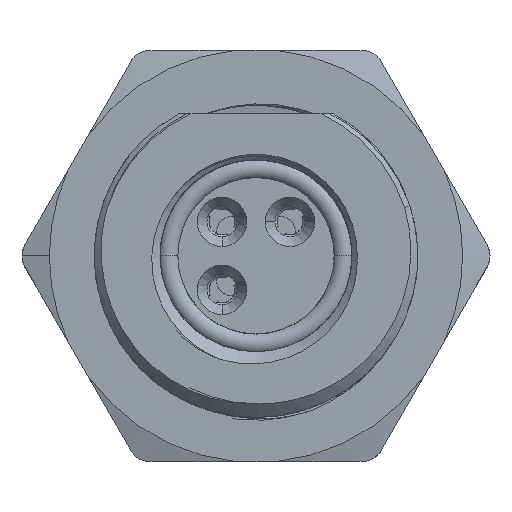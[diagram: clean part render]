
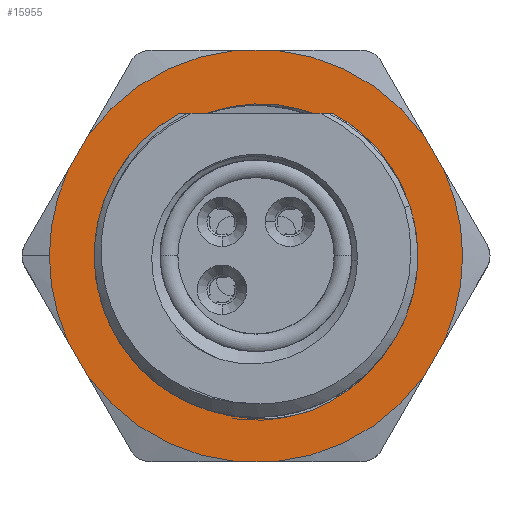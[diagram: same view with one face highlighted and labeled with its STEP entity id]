
A CAD part, top view. The second image highlights one B-rep face of the part: STEP entity #15955.
In plain terms, the highlighted planar face has unit normal (0, 0, 1).
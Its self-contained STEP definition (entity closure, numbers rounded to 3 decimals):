
#14911=CARTESIAN_POINT('',(0.,0.,11.));
#14912=DIRECTION('',(0.,0.,1.));
#14913=DIRECTION('',(-0.098,0.995,0.));
#14914=AXIS2_PLACEMENT_3D('',#14911,#14912,#14913);
#14916=DIRECTION('',(-1.,0.,0.));
#14917=VECTOR('',#14916,1.482);
#14918=CARTESIAN_POINT('',(0.741,7.5,11.));
#14919=LINE('',#14918,#14917);
#14920=CARTESIAN_POINT('',(0.,0.,11.));
#14921=DIRECTION('',(0.,0.,1.));
#14922=DIRECTION('',(0.813,0.583,0.));
#14923=AXIS2_PLACEMENT_3D('',#14920,#14921,#14922);
#14925=DIRECTION('',(-0.5,0.866,0.));
#14926=VECTOR('',#14925,1.482);
#14927=CARTESIAN_POINT('',(6.866,3.108,11.));
#14928=LINE('',#14927,#14926);
#14929=CARTESIAN_POINT('',(0.,0.,11.));
#14930=DIRECTION('',(0.,0.,1.));
#14931=DIRECTION('',(1.,0.,0.));
#14932=AXIS2_PLACEMENT_3D('',#14929,#14930,#14931);
#14934=CARTESIAN_POINT('',(0.,0.,11.));
#14935=DIRECTION('',(0.,0.,1.));
#14936=DIRECTION('',(0.911,-0.412,0.));
#14937=AXIS2_PLACEMENT_3D('',#14934,#14935,#14936);
#14939=DIRECTION('',(0.5,0.866,0.));
#14940=VECTOR('',#14939,1.482);
#14941=CARTESIAN_POINT('',(6.125,-4.392,11.));
#14942=LINE('',#14941,#14940);
#14943=CARTESIAN_POINT('',(0.,0.,11.));
#14944=DIRECTION('',(0.,0.,1.));
#14945=DIRECTION('',(0.098,-0.995,0.));
#14946=AXIS2_PLACEMENT_3D('',#14943,#14944,#14945);
#14948=DIRECTION('',(1.,0.,0.));
#14949=VECTOR('',#14948,1.482);
#14950=CARTESIAN_POINT('',(-0.741,-7.5,11.));
#14951=LINE('',#14950,#14949);
#14952=CARTESIAN_POINT('',(0.,0.,11.));
#14953=DIRECTION('',(0.,0.,1.));
#14954=DIRECTION('',(-0.813,-0.583,0.));
#14955=AXIS2_PLACEMENT_3D('',#14952,#14953,#14954);
#14957=DIRECTION('',(0.5,-0.866,0.));
#14958=VECTOR('',#14957,1.482);
#14959=CARTESIAN_POINT('',(-6.866,-3.108,11.));
#14960=LINE('',#14959,#14958);
#14961=CARTESIAN_POINT('',(0.,0.,11.));
#14962=DIRECTION('',(0.,0.,1.));
#14963=DIRECTION('',(-1.,0.,0.));
#14964=AXIS2_PLACEMENT_3D('',#14961,#14962,#14963);
#14966=CARTESIAN_POINT('',(0.,0.,11.));
#14967=DIRECTION('',(0.,0.,1.));
#14968=DIRECTION('',(-0.911,0.412,0.));
#14969=AXIS2_PLACEMENT_3D('',#14966,#14967,#14968);
#14971=DIRECTION('',(-0.5,-0.866,0.));
#14972=VECTOR('',#14971,1.482);
#14973=CARTESIAN_POINT('',(-6.125,4.392,11.));
#14974=LINE('',#14973,#14972);
#14975=CARTESIAN_POINT('',(0.,0.,11.));
#14976=DIRECTION('',(0.,0.,-1.));
#14977=DIRECTION('',(-0.352,0.936,0.));
#14978=AXIS2_PLACEMENT_3D('',#14975,#14976,#14977);
#15048=CARTESIAN_POINT('',(0.741,7.5,11.));
#15176=CARTESIAN_POINT('',(1.934,-5.673,
11.));
#15395=CARTESIAN_POINT('',(-1.937,5.147,
11.));
#15396=CARTESIAN_POINT('',(-2.216,5.051,
11.));
#15397=CARTESIAN_POINT('',(-2.751,4.818,
11.));
#15398=CARTESIAN_POINT('',(-3.488,4.348,
11.));
#15399=CARTESIAN_POINT('',(-4.15,3.756,
11.));
#15400=CARTESIAN_POINT('',(-4.705,3.079,
11.));
#15401=CARTESIAN_POINT('',(-5.155,2.312,
11.));
#15402=CARTESIAN_POINT('',(-5.476,1.479,
11.));
#15403=CARTESIAN_POINT('',(-5.663,0.619,
11.));
#15404=CARTESIAN_POINT('',(-5.717,-0.273,
11.));
#15405=CARTESIAN_POINT('',(-5.632,-1.145,
11.));
#15406=CARTESIAN_POINT('',(-5.408,-2.011,
11.));
#15407=CARTESIAN_POINT('',(-5.064,-2.82,
11.));
#15408=CARTESIAN_POINT('',(-4.589,-3.581,
11.));
#15409=CARTESIAN_POINT('',(-4.009,-4.252,
11.));
#15410=CARTESIAN_POINT('',(-3.323,-4.837,
11.));
#15411=CARTESIAN_POINT('',(-2.556,-5.312,
11.));
#15412=CARTESIAN_POINT('',(-1.71,-5.666,
11.));
#15413=CARTESIAN_POINT('',(-0.825,-5.885,
11.));
#15414=CARTESIAN_POINT('',(0.091,-5.968,
11.));
#15415=CARTESIAN_POINT('',(1.028,-5.906,
11.));
#15416=CARTESIAN_POINT('',(1.634,-5.768,
11.));
#15417=CARTESIAN_POINT('',(1.934,-5.674,
11.));
#15471=CARTESIAN_POINT('',(1.934,-5.674,
11.));
#15472=CARTESIAN_POINT('',(2.222,-5.567,
11.));
#15473=CARTESIAN_POINT('',(2.774,-5.314,
11.));
#15474=CARTESIAN_POINT('',(3.543,-4.805,
11.));
#15475=CARTESIAN_POINT('',(4.216,-4.191,
11.));
#15476=CARTESIAN_POINT('',(4.79,-3.481,
11.));
#15477=CARTESIAN_POINT('',(5.251,-2.684,
11.));
#15478=CARTESIAN_POINT('',(5.581,-1.822,
11.));
#15479=CARTESIAN_POINT('',(5.772,-0.933,
11.));
#15480=CARTESIAN_POINT('',(5.821,-0.023,
11.));
#15481=CARTESIAN_POINT('',(5.73,0.877,
11.));
#15482=CARTESIAN_POINT('',(5.501,1.745,11.));
#15483=CARTESIAN_POINT('',(5.141,2.568,11.));
#15484=CARTESIAN_POINT('',(4.662,3.318,11.));
#15485=CARTESIAN_POINT('',(4.07,3.986,11.));
#15486=CARTESIAN_POINT('',(3.388,4.549,11.));
#15487=CARTESIAN_POINT('',(2.621,5.003,11.));
#15488=CARTESIAN_POINT('',(1.805,5.324,11.));
#15489=CARTESIAN_POINT('',(0.956,5.515,
11.));
#15490=CARTESIAN_POINT('',(0.085,5.572,
11.));
#15491=CARTESIAN_POINT('',(-0.783,5.492,
11.));
#15492=CARTESIAN_POINT('',(-1.337,5.351,
11.));
#15493=CARTESIAN_POINT('',(-1.611,5.259,
11.));
#15691=VERTEX_POINT('',#15048);
#15695=CARTESIAN_POINT('',(6.125,-4.392,11.));
#15696=CARTESIAN_POINT('',(6.866,-3.108,11.));
#15697=VERTEX_POINT('',#15695);
#15698=VERTEX_POINT('',#15696);
#15699=CARTESIAN_POINT('',(-0.741,-7.5,11.));
#15700=CARTESIAN_POINT('',(0.741,-7.5,11.));
#15701=VERTEX_POINT('',#15699);
#15702=VERTEX_POINT('',#15700);
#15703=CARTESIAN_POINT('',(6.866,3.108,11.));
#15704=CARTESIAN_POINT('',(6.125,4.392,11.));
#15705=VERTEX_POINT('',#15703);
#15706=VERTEX_POINT('',#15704);
#15711=VERTEX_POINT('',#15176);
#15723=VERTEX_POINT('',#15493);
#15724=VERTEX_POINT('',#15395);
#15725=CARTESIAN_POINT('',(-0.741,7.5,11.));
#15726=VERTEX_POINT('',#15725);
#15743=CARTESIAN_POINT('',(-6.866,-3.108,11.));
#15744=CARTESIAN_POINT('',(-6.125,-4.392,11.));
#15745=VERTEX_POINT('',#15743);
#15746=VERTEX_POINT('',#15744);
#15747=CARTESIAN_POINT('',(-6.125,4.392,11.));
#15748=CARTESIAN_POINT('',(-6.866,3.108,11.));
#15749=VERTEX_POINT('',#15747);
#15750=VERTEX_POINT('',#15748);
#15755=CARTESIAN_POINT('',(-7.536,0.,11.));
#15756=VERTEX_POINT('',#15755);
#15783=CARTESIAN_POINT('',(7.536,0.,11.));
#15784=VERTEX_POINT('',#15783);
#15916=CARTESIAN_POINT('',(-7.842,-7.8,11.));
#15917=DIRECTION('',(0.,0.,1.));
#15918=DIRECTION('',(1.,0.,0.));
#15919=AXIS2_PLACEMENT_3D('',#15916,#15917,#15918);
#15920=PLANE('',#15919);
#15922=ORIENTED_EDGE('',*,*,#15921,.F.);
#15924=ORIENTED_EDGE('',*,*,#15923,.F.);
#15926=ORIENTED_EDGE('',*,*,#15925,.F.);
#15928=ORIENTED_EDGE('',*,*,#15927,.F.);
#15929=ORIENTED_EDGE('',*,*,#15908,.F.);
#15930=ORIENTED_EDGE('',*,*,#15906,.F.);
#15931=ORIENTED_EDGE('',*,*,#15894,.F.);
#15932=ORIENTED_EDGE('',*,*,#15798,.F.);
#15934=ORIENTED_EDGE('',*,*,#15933,.F.);
#15936=ORIENTED_EDGE('',*,*,#15935,.F.);
#15938=ORIENTED_EDGE('',*,*,#15937,.F.);
#15940=ORIENTED_EDGE('',*,*,#15939,.F.);
#15942=ORIENTED_EDGE('',*,*,#15941,.F.);
#15944=ORIENTED_EDGE('',*,*,#15943,.F.);
#15945=EDGE_LOOP('',(#15922,#15924,#15926,#15928,#15929,#15930,#15931,#15932,
#15934,#15936,#15938,#15940,#15942,#15944));
#15946=FACE_OUTER_BOUND('',#15945,.F.);
#15948=ORIENTED_EDGE('',*,*,#15947,.F.);
#15950=ORIENTED_EDGE('',*,*,#15949,.T.);
#15952=ORIENTED_EDGE('',*,*,#15951,.T.);
#15953=EDGE_LOOP('',(#15948,#15950,#15952));
#15954=FACE_BOUND('',#15953,.F.);
#15955=ADVANCED_FACE('',(#15946,#15954),#15920,.T.);
#14915=CIRCLE('',#14914,7.536);
#14924=CIRCLE('',#14923,7.536);
#14933=CIRCLE('',#14932,7.536);
#14938=CIRCLE('',#14937,7.536);
#14947=CIRCLE('',#14946,7.536);
#14956=CIRCLE('',#14955,7.536);
#14965=CIRCLE('',#14964,7.536);
#14970=CIRCLE('',#14969,7.536);
#14979=CIRCLE('',#14978,5.5);
#15418=B_SPLINE_CURVE_WITH_KNOTS('',3,(#15395,#15396,#15397,#15398,#15399,
#15400,#15401,#15402,#15403,#15404,#15405,#15406,#15407,#15408,#15409,#15410,
#15411,#15412,#15413,#15414,#15415,#15416,#15417),.UNSPECIFIED.,.F.,.F.,(4,1,1,
1,1,1,1,1,1,1,1,1,1,1,1,1,1,1,1,1,4),(0.,0.05,0.1,0.15,0.2,0.25,
0.3,0.35,0.4,0.45,0.5,0.55,0.6,0.65,0.7,0.75,0.8,0.85,
0.9,0.95,1.),.UNSPECIFIED.);
#15494=B_SPLINE_CURVE_WITH_KNOTS('',3,(#15471,#15472,#15473,#15474,#15475,
#15476,#15477,#15478,#15479,#15480,#15481,#15482,#15483,#15484,#15485,#15486,
#15487,#15488,#15489,#15490,#15491,#15492,#15493),.UNSPECIFIED.,.F.,.F.,(4,1,1,
1,1,1,1,1,1,1,1,1,1,1,1,1,1,1,1,1,4),(0.,0.05,0.1,0.15,0.2,0.25,
0.3,0.35,0.4,0.45,0.5,0.55,0.6,0.65,0.7,0.75,0.8,0.85,
0.9,0.95,1.),.UNSPECIFIED.);
#15798=EDGE_CURVE('',#15702,#15697,#14947,.T.);
#15894=EDGE_CURVE('',#15697,#15698,#14942,.T.);
#15906=EDGE_CURVE('',#15698,#15784,#14938,.T.);
#15908=EDGE_CURVE('',#15784,#15705,#14933,.T.);
#15921=EDGE_CURVE('',#15726,#15749,#14915,.T.);
#15923=EDGE_CURVE('',#15691,#15726,#14919,.T.);
#15925=EDGE_CURVE('',#15706,#15691,#14924,.T.);
#15927=EDGE_CURVE('',#15705,#15706,#14928,.T.);
#15933=EDGE_CURVE('',#15701,#15702,#14951,.T.);
#15935=EDGE_CURVE('',#15746,#15701,#14956,.T.);
#15937=EDGE_CURVE('',#15745,#15746,#14960,.T.);
#15939=EDGE_CURVE('',#15756,#15745,#14965,.T.);
#15941=EDGE_CURVE('',#15750,#15756,#14970,.T.);
#15943=EDGE_CURVE('',#15749,#15750,#14974,.T.);
#15947=EDGE_CURVE('',#15724,#15723,#14979,.T.);
#15949=EDGE_CURVE('',#15724,#15711,#15418,.T.);
#15951=EDGE_CURVE('',#15711,#15723,#15494,.T.);
